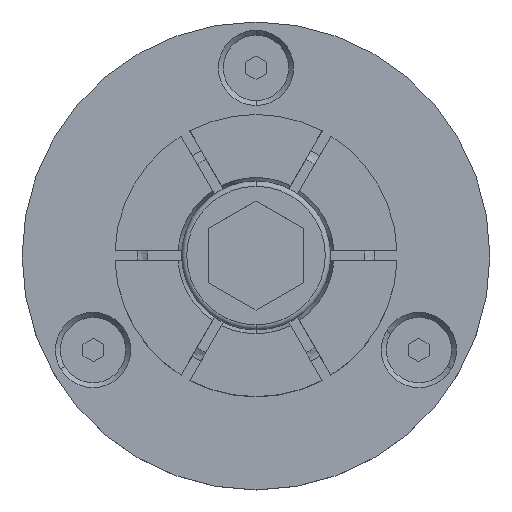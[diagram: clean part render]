
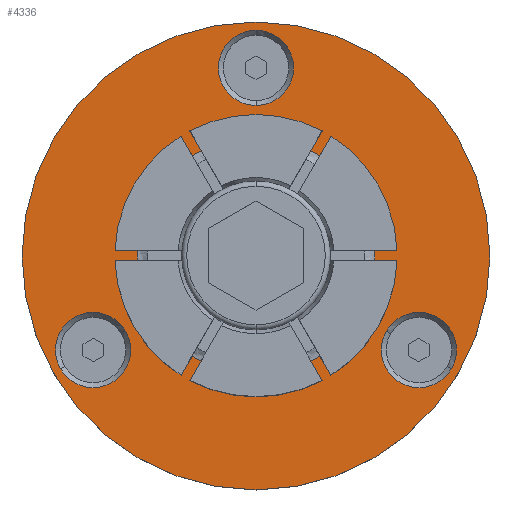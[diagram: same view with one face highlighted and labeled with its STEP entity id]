
A CAD part, top view. The second image highlights one B-rep face of the part: STEP entity #4336.
In plain terms, the highlighted planar face has unit normal (0, 0, 1).
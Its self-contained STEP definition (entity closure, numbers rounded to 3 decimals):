
#153 = DIRECTION ( 'NONE',  ( 0., 0., -1. ) ) ;
#154 = ORIENTED_EDGE ( 'NONE', *, *, #4361, .T. ) ;
#179 = CARTESIAN_POINT ( 'NONE',  ( 34.747, 0., 7.874 ) ) ;
#185 = CARTESIAN_POINT ( 'NONE',  ( 0., 0., 7.874 ) ) ;
#264 = CARTESIAN_POINT ( 'NONE',  ( 0., 0., 7.874 ) ) ;
#301 = AXIS2_PLACEMENT_3D ( 'NONE', #185, #3024, #3747 ) ;
#343 = DIRECTION ( 'NONE',  ( 0., 1., 0. ) ) ;
#377 = EDGE_CURVE ( 'NONE', #3707, #1793, #1802, .T. ) ;
#521 = VERTEX_POINT ( 'NONE', #1097 ) ;
#612 = VERTEX_POINT ( 'NONE', #747 ) ;
#627 = EDGE_LOOP ( 'NONE', ( #1887, #816 ) ) ;
#659 = EDGE_CURVE ( 'NONE', #521, #1683, #2726, .T. ) ;
#747 = CARTESIAN_POINT ( 'NONE',  ( 29.036, -16.764, 7.874 ) ) ;
#781 = ORIENTED_EDGE ( 'NONE', *, *, #659, .T. ) ;
#816 = ORIENTED_EDGE ( 'NONE', *, *, #3872, .F. ) ;
#828 = EDGE_CURVE ( 'NONE', #1884, #612, #2540, .T. ) ;
#835 = DIRECTION ( 'NONE',  ( 0., 0., -1. ) ) ;
#945 = DIRECTION ( 'NONE',  ( 0., 0., -1. ) ) ;
#962 = AXIS2_PLACEMENT_3D ( 'NONE', #264, #4731, #343 ) ;
#974 = FACE_BOUND ( 'NONE', #1186, .T. ) ;
#977 = CIRCLE ( 'NONE', #301, 34.747 ) ;
#1002 = CARTESIAN_POINT ( 'NONE',  ( 24.197, -13.97, 7.874 ) ) ;
#1047 = AXIS2_PLACEMENT_3D ( 'NONE', #3002, #945, #2580 ) ;
#1054 = EDGE_LOOP ( 'NONE', ( #1319, #1096 ) ) ;
#1056 = AXIS2_PLACEMENT_3D ( 'NONE', #1158, #835, #4369 ) ;
#1096 = ORIENTED_EDGE ( 'NONE', *, *, #2349, .T. ) ;
#1097 = CARTESIAN_POINT ( 'NONE',  ( 0., 22.352, 7.874 ) ) ;
#1158 = CARTESIAN_POINT ( 'NONE',  ( 24.197, -13.97, 7.874 ) ) ;
#1186 = EDGE_LOOP ( 'NONE', ( #1623, #4443 ) ) ;
#1212 = ORIENTED_EDGE ( 'NONE', *, *, #828, .T. ) ;
#1249 = ORIENTED_EDGE ( 'NONE', *, *, #3203, .T. ) ;
#1312 = DIRECTION ( 'NONE',  ( -0.866, -0.5, 0. ) ) ;
#1319 = ORIENTED_EDGE ( 'NONE', *, *, #377, .T. ) ;
#1346 = FACE_OUTER_BOUND ( 'NONE', #627, .T. ) ;
#1370 = DIRECTION ( 'NONE',  ( 0.866, -0.5, 0. ) ) ;
#1383 = DIRECTION ( 'NONE',  ( 0., 1., 0. ) ) ;
#1393 = CIRCLE ( 'NONE', #1056, 5.588 ) ;
#1457 = AXIS2_PLACEMENT_3D ( 'NONE', #3891, #4715, #4084 ) ;
#1464 = EDGE_LOOP ( 'NONE', ( #154, #781 ) ) ;
#1623 = ORIENTED_EDGE ( 'NONE', *, *, #4917, .T. ) ;
#1673 = CARTESIAN_POINT ( 'NONE',  ( 0., 0., 7.874 ) ) ;
#1683 = VERTEX_POINT ( 'NONE', #3870 ) ;
#1710 = PLANE ( 'NONE',  #1999 ) ;
#1767 = FACE_BOUND ( 'NONE', #1464, .T. ) ;
#1793 = VERTEX_POINT ( 'NONE', #3332 ) ;
#1802 = CIRCLE ( 'NONE', #5012, 5.588 ) ;
#1821 = CARTESIAN_POINT ( 'NONE',  ( 0., 27.94, 7.874 ) ) ;
#1884 = VERTEX_POINT ( 'NONE', #2173 ) ;
#1887 = ORIENTED_EDGE ( 'NONE', *, *, #5116, .F. ) ;
#1911 = CIRCLE ( 'NONE', #3247, 5.588 ) ;
#1999 = AXIS2_PLACEMENT_3D ( 'NONE', #179, #3717, #5020 ) ;
#2009 = CARTESIAN_POINT ( 'NONE',  ( 0., 34.747, 7.874 ) ) ;
#2162 = DIRECTION ( 'NONE',  ( 0., 0., -1. ) ) ;
#2173 = CARTESIAN_POINT ( 'NONE',  ( 19.357, -11.176, 7.874 ) ) ;
#2349 = EDGE_CURVE ( 'NONE', #1793, #3707, #4761, .T. ) ;
#2376 = CARTESIAN_POINT ( 'NONE',  ( 0., 0., 7.874 ) ) ;
#2409 = CIRCLE ( 'NONE', #2842, 17.653 ) ;
#2540 = CIRCLE ( 'NONE', #3567, 5.588 ) ;
#2580 = DIRECTION ( 'NONE',  ( -0.866, -0.5, 0. ) ) ;
#2689 = EDGE_CURVE ( 'NONE', #3195, #4836, #4680, .T. ) ;
#2726 = CIRCLE ( 'NONE', #1457, 5.588 ) ;
#2815 = VERTEX_POINT ( 'NONE', #2009 ) ;
#2842 = AXIS2_PLACEMENT_3D ( 'NONE', #2376, #4816, #4039 ) ;
#2843 = EDGE_LOOP ( 'NONE', ( #1249, #1212 ) ) ;
#2844 = CARTESIAN_POINT ( 'NONE',  ( 0., -17.653, 7.874 ) ) ;
#2904 = DIRECTION ( 'NONE',  ( 0., 1., 0. ) ) ;
#3002 = CARTESIAN_POINT ( 'NONE',  ( -24.197, -13.97, 7.874 ) ) ;
#3024 = DIRECTION ( 'NONE',  ( 0., 0., -1. ) ) ;
#3142 = VERTEX_POINT ( 'NONE', #4669 ) ;
#3195 = VERTEX_POINT ( 'NONE', #2844 ) ;
#3203 = EDGE_CURVE ( 'NONE', #612, #1884, #1393, .T. ) ;
#3247 = AXIS2_PLACEMENT_3D ( 'NONE', #1821, #5053, #2904 ) ;
#3332 = CARTESIAN_POINT ( 'NONE',  ( -19.357, -11.176, 7.874 ) ) ;
#3567 = AXIS2_PLACEMENT_3D ( 'NONE', #1002, #2162, #1370 ) ;
#3707 = VERTEX_POINT ( 'NONE', #4861 ) ;
#3717 = DIRECTION ( 'NONE',  ( 0., 0., 1. ) ) ;
#3726 = DIRECTION ( 'NONE',  ( 0., 0., -1. ) ) ;
#3747 = DIRECTION ( 'NONE',  ( 0., 1., 0. ) ) ;
#3821 = FACE_BOUND ( 'NONE', #1054, .T. ) ;
#3870 = CARTESIAN_POINT ( 'NONE',  ( 0., 33.528, 7.874 ) ) ;
#3872 = EDGE_CURVE ( 'NONE', #3142, #2815, #977, .T. ) ;
#3891 = CARTESIAN_POINT ( 'NONE',  ( 0., 27.94, 7.874 ) ) ;
#4039 = DIRECTION ( 'NONE',  ( 0., 1., 0. ) ) ;
#4084 = DIRECTION ( 'NONE',  ( 0., 1., 0. ) ) ;
#4179 = CIRCLE ( 'NONE', #4352, 34.747 ) ;
#4335 = CARTESIAN_POINT ( 'NONE',  ( 0., 17.653, 7.874 ) ) ;
#4336 = ADVANCED_FACE ( 'NONE', ( #4565, #3821, #1767, #974, #1346 ), #1710, .T. ) ;
#4352 = AXIS2_PLACEMENT_3D ( 'NONE', #1673, #3726, #1383 ) ;
#4361 = EDGE_CURVE ( 'NONE', #1683, #521, #1911, .T. ) ;
#4369 = DIRECTION ( 'NONE',  ( 0.866, -0.5, 0. ) ) ;
#4374 = CARTESIAN_POINT ( 'NONE',  ( -24.197, -13.97, 7.874 ) ) ;
#4443 = ORIENTED_EDGE ( 'NONE', *, *, #2689, .T. ) ;
#4565 = FACE_BOUND ( 'NONE', #2843, .T. ) ;
#4669 = CARTESIAN_POINT ( 'NONE',  ( 0., -34.747, 7.874 ) ) ;
#4680 = CIRCLE ( 'NONE', #962, 17.653 ) ;
#4715 = DIRECTION ( 'NONE',  ( 0., 0., -1. ) ) ;
#4731 = DIRECTION ( 'NONE',  ( 0., 0., -1. ) ) ;
#4761 = CIRCLE ( 'NONE', #1047, 5.588 ) ;
#4816 = DIRECTION ( 'NONE',  ( 0., 0., -1. ) ) ;
#4836 = VERTEX_POINT ( 'NONE', #4335 ) ;
#4861 = CARTESIAN_POINT ( 'NONE',  ( -29.036, -16.764, 7.874 ) ) ;
#4917 = EDGE_CURVE ( 'NONE', #4836, #3195, #2409, .T. ) ;
#5012 = AXIS2_PLACEMENT_3D ( 'NONE', #4374, #153, #1312 ) ;
#5020 = DIRECTION ( 'NONE',  ( 0., -1., 0. ) ) ;
#5053 = DIRECTION ( 'NONE',  ( 0., 0., -1. ) ) ;
#5116 = EDGE_CURVE ( 'NONE', #2815, #3142, #4179, .T. ) ;
